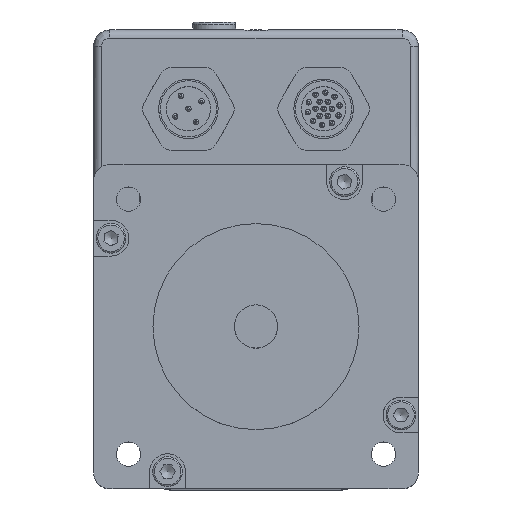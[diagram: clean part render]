
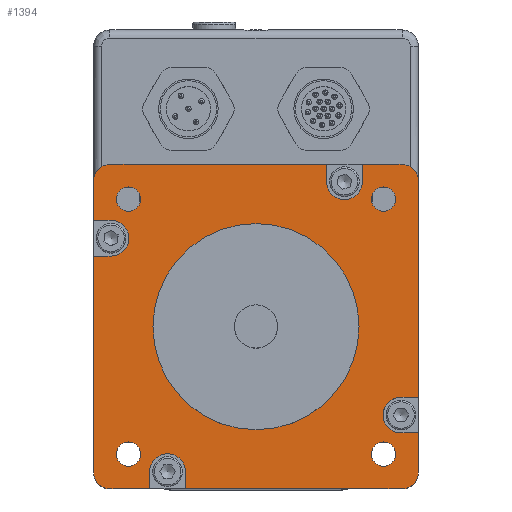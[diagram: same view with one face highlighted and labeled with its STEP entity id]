
A CAD part, top view. The second image highlights one B-rep face of the part: STEP entity #1394.
In plain terms, the highlighted planar face has unit normal (0, 0, 1).
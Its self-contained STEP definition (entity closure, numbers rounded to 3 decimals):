
#847=CARTESIAN_POINT('',(-30.0,13.05,8.0));
#848=VERTEX_POINT('',#847);
#855=CARTESIAN_POINT('',(-26.8,13.05,8.0));
#856=VERTEX_POINT('',#855);
#857=CARTESIAN_POINT('',(-26.8,13.05,8.0));
#858=DIRECTION('',(-1.0,0.0,0.0));
#859=VECTOR('',#858,3.2);
#860=LINE('',#857,#859);
#861=EDGE_CURVE('',#856,#848,#860,.T.);
#887=CARTESIAN_POINT('',(-26.8,19.65,8.0));
#888=VERTEX_POINT('',#887);
#889=CARTESIAN_POINT('',(-26.8,16.35,8.0));
#890=DIRECTION('',(0.0,0.0,-1.0));
#891=DIRECTION('',(0.0,-1.0,0.0));
#892=AXIS2_PLACEMENT_3D('',#889,#890,#891);
#893=CIRCLE('',#892,3.3);
#894=EDGE_CURVE('',#888,#856,#893,.T.);
#919=CARTESIAN_POINT('',(-30.0,19.65,8.0));
#920=VERTEX_POINT('',#919);
#921=CARTESIAN_POINT('',(-30.0,19.65,8.0));
#922=DIRECTION('',(1.0,0.0,0.0));
#923=VECTOR('',#922,3.2);
#924=LINE('',#921,#923);
#925=EDGE_CURVE('',#920,#888,#924,.T.);
#971=CARTESIAN_POINT('',(13.05,30.0,8.0));
#972=VERTEX_POINT('',#971);
#979=CARTESIAN_POINT('',(13.05,26.8,8.0));
#980=VERTEX_POINT('',#979);
#981=CARTESIAN_POINT('',(13.05,26.8,8.0));
#982=DIRECTION('',(0.0,1.0,0.0));
#983=VECTOR('',#982,3.2);
#984=LINE('',#981,#983);
#985=EDGE_CURVE('',#980,#972,#984,.T.);
#1011=CARTESIAN_POINT('',(19.65,26.8,8.0));
#1012=VERTEX_POINT('',#1011);
#1013=CARTESIAN_POINT('',(16.35,26.8,8.0));
#1014=DIRECTION('',(0.0,0.0,-1.0));
#1015=DIRECTION('',(-1.0,0.0,0.0));
#1016=AXIS2_PLACEMENT_3D('',#1013,#1014,#1015);
#1017=CIRCLE('',#1016,3.3);
#1018=EDGE_CURVE('',#1012,#980,#1017,.T.);
#1043=CARTESIAN_POINT('',(19.65,30.0,8.0));
#1044=VERTEX_POINT('',#1043);
#1045=CARTESIAN_POINT('',(19.65,30.0,8.0));
#1046=DIRECTION('',(0.0,-1.0,0.0));
#1047=VECTOR('',#1046,3.2);
#1048=LINE('',#1045,#1047);
#1049=EDGE_CURVE('',#1044,#1012,#1048,.T.);
#1095=CARTESIAN_POINT('',(30.0,-13.05,8.0));
#1096=VERTEX_POINT('',#1095);
#1103=CARTESIAN_POINT('',(26.8,-13.05,8.0));
#1104=VERTEX_POINT('',#1103);
#1105=CARTESIAN_POINT('',(26.8,-13.05,8.0));
#1106=DIRECTION('',(1.0,0.0,0.0));
#1107=VECTOR('',#1106,3.2);
#1108=LINE('',#1105,#1107);
#1109=EDGE_CURVE('',#1104,#1096,#1108,.T.);
#1135=CARTESIAN_POINT('',(26.8,-19.65,8.0));
#1136=VERTEX_POINT('',#1135);
#1137=CARTESIAN_POINT('',(26.8,-16.35,8.0));
#1138=DIRECTION('',(0.0,0.0,-1.0));
#1139=DIRECTION('',(0.0,1.0,0.0));
#1140=AXIS2_PLACEMENT_3D('',#1137,#1138,#1139);
#1141=CIRCLE('',#1140,3.3);
#1142=EDGE_CURVE('',#1136,#1104,#1141,.T.);
#1167=CARTESIAN_POINT('',(30.0,-19.65,8.0));
#1168=VERTEX_POINT('',#1167);
#1169=CARTESIAN_POINT('',(30.0,-19.65,8.0));
#1170=DIRECTION('',(-1.0,0.0,0.0));
#1171=VECTOR('',#1170,3.2);
#1172=LINE('',#1169,#1171);
#1173=EDGE_CURVE('',#1168,#1136,#1172,.T.);
#1204=CARTESIAN_POINT('',(0.0,0.,8.0));
#1205=DIRECTION('',(0.0,0.0,1.0));
#1206=DIRECTION('',(1.0,0.0,0.0));
#1207=AXIS2_PLACEMENT_3D('',#1204,#1205,#1206);
#1208=PLANE('',#1207);
#1209=ORIENTED_EDGE('',*,*,#925,.T.);
#1210=ORIENTED_EDGE('',*,*,#894,.T.);
#1211=ORIENTED_EDGE('',*,*,#861,.T.);
#1212=CARTESIAN_POINT('',(-30.0,-27.0,8.0));
#1213=VERTEX_POINT('',#1212);
#1214=CARTESIAN_POINT('',(-30.0,-27.0,8.0));
#1215=DIRECTION('',(0.0,1.0,0.0));
#1216=VECTOR('',#1215,40.05);
#1217=LINE('',#1214,#1216);
#1218=EDGE_CURVE('',#1213,#848,#1217,.T.);
#1219=ORIENTED_EDGE('',*,*,#1218,.F.);
#1220=CARTESIAN_POINT('',(-27.0,-30.0,8.0));
#1221=VERTEX_POINT('',#1220);
#1222=CARTESIAN_POINT('',(-27.0,-27.0,8.0));
#1223=DIRECTION('',(0.0,0.0,-1.));
#1224=DIRECTION('',(-0.707,-0.707,0.0));
#1225=AXIS2_PLACEMENT_3D('',#1222,#1223,#1224);
#1226=CIRCLE('',#1225,3.0);
#1227=EDGE_CURVE('',#1221,#1213,#1226,.T.);
#1228=ORIENTED_EDGE('',*,*,#1227,.F.);
#1229=CARTESIAN_POINT('',(-19.65,-30.0,8.0));
#1230=VERTEX_POINT('',#1229);
#1231=CARTESIAN_POINT('',(-19.65,-30.0,8.0));
#1232=DIRECTION('',(-1.0,0.0,0.0));
#1233=VECTOR('',#1232,7.35);
#1234=LINE('',#1231,#1233);
#1235=EDGE_CURVE('',#1230,#1221,#1234,.T.);
#1236=ORIENTED_EDGE('',*,*,#1235,.F.);
#1237=CARTESIAN_POINT('',(-19.65,-26.8,8.0));
#1238=VERTEX_POINT('',#1237);
#1239=CARTESIAN_POINT('',(-19.65,-30.0,8.0));
#1240=DIRECTION('',(0.0,1.0,0.0));
#1241=VECTOR('',#1240,3.2);
#1242=LINE('',#1239,#1241);
#1243=EDGE_CURVE('',#1230,#1238,#1242,.T.);
#1244=ORIENTED_EDGE('',*,*,#1243,.T.);
#1245=CARTESIAN_POINT('',(-13.05,-26.8,8.0));
#1246=VERTEX_POINT('',#1245);
#1247=CARTESIAN_POINT('',(-16.35,-26.8,8.0));
#1248=DIRECTION('',(0.0,0.0,-1.0));
#1249=DIRECTION('',(1.0,0.0,0.0));
#1250=AXIS2_PLACEMENT_3D('',#1247,#1248,#1249);
#1251=CIRCLE('',#1250,3.3);
#1252=EDGE_CURVE('',#1238,#1246,#1251,.T.);
#1253=ORIENTED_EDGE('',*,*,#1252,.T.);
#1254=CARTESIAN_POINT('',(-13.05,-30.0,8.0));
#1255=VERTEX_POINT('',#1254);
#1256=CARTESIAN_POINT('',(-13.05,-26.8,8.0));
#1257=DIRECTION('',(0.0,-1.0,0.0));
#1258=VECTOR('',#1257,3.2);
#1259=LINE('',#1256,#1258);
#1260=EDGE_CURVE('',#1246,#1255,#1259,.T.);
#1261=ORIENTED_EDGE('',*,*,#1260,.T.);
#1262=CARTESIAN_POINT('',(27.0,-30.0,8.0));
#1263=VERTEX_POINT('',#1262);
#1264=CARTESIAN_POINT('',(27.0,-30.0,8.0));
#1265=DIRECTION('',(-1.0,0.0,0.0));
#1266=VECTOR('',#1265,40.05);
#1267=LINE('',#1264,#1266);
#1268=EDGE_CURVE('',#1263,#1255,#1267,.T.);
#1269=ORIENTED_EDGE('',*,*,#1268,.F.);
#1270=CARTESIAN_POINT('',(30.0,-27.0,8.0));
#1271=VERTEX_POINT('',#1270);
#1272=CARTESIAN_POINT('',(27.0,-27.0,8.0));
#1273=DIRECTION('',(0.0,0.0,-1.));
#1274=DIRECTION('',(0.707,-0.707,0.0));
#1275=AXIS2_PLACEMENT_3D('',#1272,#1273,#1274);
#1276=CIRCLE('',#1275,3.0);
#1277=EDGE_CURVE('',#1271,#1263,#1276,.T.);
#1278=ORIENTED_EDGE('',*,*,#1277,.F.);
#1279=CARTESIAN_POINT('',(30.0,-19.65,8.0));
#1280=DIRECTION('',(0.0,-1.0,0.0));
#1281=VECTOR('',#1280,7.35);
#1282=LINE('',#1279,#1281);
#1283=EDGE_CURVE('',#1168,#1271,#1282,.T.);
#1284=ORIENTED_EDGE('',*,*,#1283,.F.);
#1285=ORIENTED_EDGE('',*,*,#1173,.T.);
#1286=ORIENTED_EDGE('',*,*,#1142,.T.);
#1287=ORIENTED_EDGE('',*,*,#1109,.T.);
#1288=CARTESIAN_POINT('',(30.0,27.0,8.0));
#1289=VERTEX_POINT('',#1288);
#1290=CARTESIAN_POINT('',(30.0,27.0,8.0));
#1291=DIRECTION('',(0.0,-1.0,0.0));
#1292=VECTOR('',#1291,40.05);
#1293=LINE('',#1290,#1292);
#1294=EDGE_CURVE('',#1289,#1096,#1293,.T.);
#1295=ORIENTED_EDGE('',*,*,#1294,.F.);
#1296=CARTESIAN_POINT('',(27.0,30.0,8.0));
#1297=VERTEX_POINT('',#1296);
#1298=CARTESIAN_POINT('',(27.0,27.0,8.0));
#1299=DIRECTION('',(0.0,0.0,-1.));
#1300=DIRECTION('',(0.707,0.707,0.0));
#1301=AXIS2_PLACEMENT_3D('',#1298,#1299,#1300);
#1302=CIRCLE('',#1301,3.0);
#1303=EDGE_CURVE('',#1297,#1289,#1302,.T.);
#1304=ORIENTED_EDGE('',*,*,#1303,.F.);
#1305=CARTESIAN_POINT('',(19.65,30.0,8.0));
#1306=DIRECTION('',(1.0,0.0,0.0));
#1307=VECTOR('',#1306,7.35);
#1308=LINE('',#1305,#1307);
#1309=EDGE_CURVE('',#1044,#1297,#1308,.T.);
#1310=ORIENTED_EDGE('',*,*,#1309,.F.);
#1311=ORIENTED_EDGE('',*,*,#1049,.T.);
#1312=ORIENTED_EDGE('',*,*,#1018,.T.);
#1313=ORIENTED_EDGE('',*,*,#985,.T.);
#1314=CARTESIAN_POINT('',(-27.0,30.0,8.0));
#1315=VERTEX_POINT('',#1314);
#1316=CARTESIAN_POINT('',(-27.0,30.0,8.0));
#1317=DIRECTION('',(1.0,0.0,0.0));
#1318=VECTOR('',#1317,40.05);
#1319=LINE('',#1316,#1318);
#1320=EDGE_CURVE('',#1315,#972,#1319,.T.);
#1321=ORIENTED_EDGE('',*,*,#1320,.F.);
#1322=CARTESIAN_POINT('',(-30.0,27.0,8.0));
#1323=VERTEX_POINT('',#1322);
#1324=CARTESIAN_POINT('',(-27.0,27.0,8.0));
#1325=DIRECTION('',(0.0,0.0,-1.));
#1326=DIRECTION('',(-0.707,0.707,0.0));
#1327=AXIS2_PLACEMENT_3D('',#1324,#1325,#1326);
#1328=CIRCLE('',#1327,3.0);
#1329=EDGE_CURVE('',#1323,#1315,#1328,.T.);
#1330=ORIENTED_EDGE('',*,*,#1329,.F.);
#1331=CARTESIAN_POINT('',(-30.0,19.65,8.0));
#1332=DIRECTION('',(0.0,1.0,0.0));
#1333=VECTOR('',#1332,7.35);
#1334=LINE('',#1331,#1333);
#1335=EDGE_CURVE('',#920,#1323,#1334,.T.);
#1336=ORIENTED_EDGE('',*,*,#1335,.F.);
#1337=EDGE_LOOP('',(#1209,#1210,#1211,#1219,#1228,#1236,#1244,#1253,#1261,#1269,#1278,#1284,#1285,#1286,#1287,#1295,#1304,#1310,#1311,#1312,#1313,#1321,#1330,#1336));
#1338=FACE_OUTER_BOUND('',#1337,.T.);
#1339=CARTESIAN_POINT('',(25.82,-23.57,8.0));
#1340=VERTEX_POINT('',#1339);
#1341=CARTESIAN_POINT('',(23.57,-23.57,8.0));
#1342=DIRECTION('',(0.0,0.0,-1.0));
#1343=DIRECTION('',(1.0,0.0,0.0));
#1344=AXIS2_PLACEMENT_3D('',#1341,#1342,#1343);
#1345=CIRCLE('',#1344,2.25);
#1346=EDGE_CURVE('',#1340,#1340,#1345,.T.);
#1347=ORIENTED_EDGE('',*,*,#1346,.T.);
#1348=EDGE_LOOP('',(#1347));
#1349=FACE_BOUND('',#1348,.T.);
#1350=CARTESIAN_POINT('',(25.82,23.57,8.0));
#1351=VERTEX_POINT('',#1350);
#1352=CARTESIAN_POINT('',(23.57,23.57,8.0));
#1353=DIRECTION('',(0.0,0.0,-1.0));
#1354=DIRECTION('',(1.0,0.0,0.0));
#1355=AXIS2_PLACEMENT_3D('',#1352,#1353,#1354);
#1356=CIRCLE('',#1355,2.25);
#1357=EDGE_CURVE('',#1351,#1351,#1356,.T.);
#1358=ORIENTED_EDGE('',*,*,#1357,.T.);
#1359=EDGE_LOOP('',(#1358));
#1360=FACE_BOUND('',#1359,.T.);
#1361=CARTESIAN_POINT('',(-21.32,-23.57,8.0));
#1362=VERTEX_POINT('',#1361);
#1363=CARTESIAN_POINT('',(-23.57,-23.57,8.0));
#1364=DIRECTION('',(0.0,0.0,-1.0));
#1365=DIRECTION('',(1.0,0.0,0.0));
#1366=AXIS2_PLACEMENT_3D('',#1363,#1364,#1365);
#1367=CIRCLE('',#1366,2.25);
#1368=EDGE_CURVE('',#1362,#1362,#1367,.T.);
#1369=ORIENTED_EDGE('',*,*,#1368,.T.);
#1370=EDGE_LOOP('',(#1369));
#1371=FACE_BOUND('',#1370,.T.);
#1372=CARTESIAN_POINT('',(-21.32,23.57,8.0));
#1373=VERTEX_POINT('',#1372);
#1374=CARTESIAN_POINT('',(-23.57,23.57,8.0));
#1375=DIRECTION('',(0.0,0.0,-1.0));
#1376=DIRECTION('',(1.0,0.0,0.0));
#1377=AXIS2_PLACEMENT_3D('',#1374,#1375,#1376);
#1378=CIRCLE('',#1377,2.25);
#1379=EDGE_CURVE('',#1373,#1373,#1378,.T.);
#1380=ORIENTED_EDGE('',*,*,#1379,.T.);
#1381=EDGE_LOOP('',(#1380));
#1382=FACE_BOUND('',#1381,.T.);
#1383=CARTESIAN_POINT('',(-19.05,0.0,8.0));
#1384=VERTEX_POINT('',#1383);
#1385=CARTESIAN_POINT('',(0.0,0.0,8.0));
#1386=DIRECTION('',(0.0,0.0,-1.0));
#1387=DIRECTION('',(-1.0,0.0,0.0));
#1388=AXIS2_PLACEMENT_3D('',#1385,#1386,#1387);
#1389=CIRCLE('',#1388,19.05);
#1390=EDGE_CURVE('',#1384,#1384,#1389,.T.);
#1391=ORIENTED_EDGE('',*,*,#1390,.T.);
#1392=EDGE_LOOP('',(#1391));
#1393=FACE_BOUND('',#1392,.T.);
#1394=ADVANCED_FACE('',(#1338,#1349,#1360,#1371,#1382,#1393),#1208,.T.);
